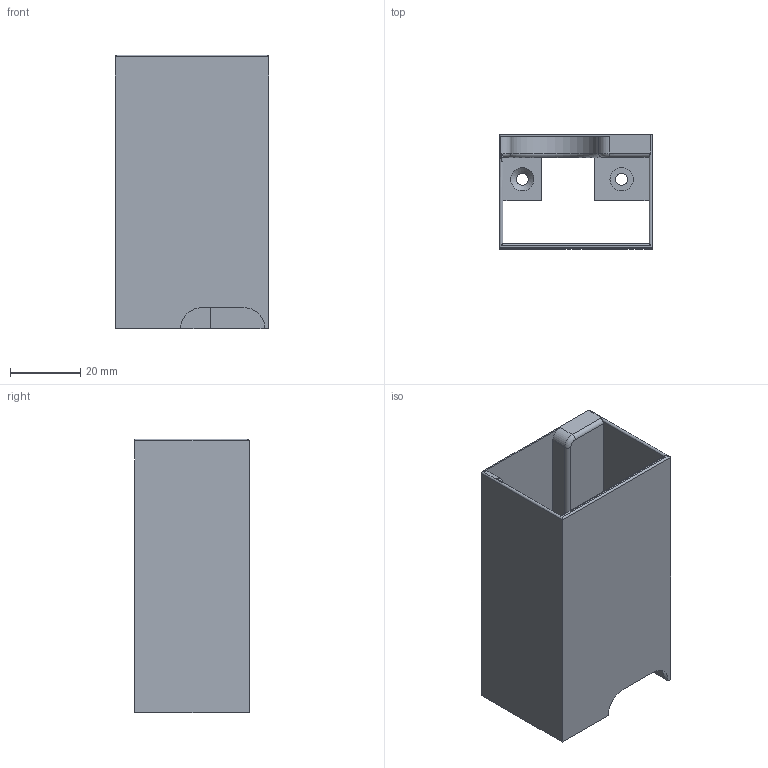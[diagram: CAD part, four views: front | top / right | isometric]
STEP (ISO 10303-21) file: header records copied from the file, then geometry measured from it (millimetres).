
FILE_DESCRIPTION(/* description */ (''),/* implementation_level */ '2;1');
FILE_NAME(/* name */ 'крепление камеры.stp',/* time_stamp */ '2024-01-23T21:37:50+03:00',/* author */ ('К'),/* organization */ (''),/* preprocessor_version */ 'ST-DEVELOPER v18.1',/* originating_system */ 'Autodesk Inventor 2022',/* authorisation */ '');
FILE_SCHEMA (('AUTOMOTIVE_DESIGN { 1 0 10303 214 3 1 1 }'));
Length unit declared in the file: millimetre
Products named in the file (1): крепление камеры
Bounding box: 43.5 x 32.4 x 77.7 mm (x, y, z)
Volume: 26379.5 mm3; surface area: 23232.8 mm2
Topology: 1 solids, 1 shells, 47 faces, 128 edges, 80 vertices
Faces by surface type: plane 25, cylinder 15, torus 3, cone 2, bspline 2
Full cylindrical faces by diameter (mm): 3.4 x2, 25 x1
Entity records: 1571 total; most frequent: CARTESIAN_POINT 319, ORIENTED_EDGE 256, DIRECTION 250, EDGE_CURVE 128, LINE 86, VECTOR 86, AXIS2_PLACEMENT_3D 82, VERTEX_POINT 80
